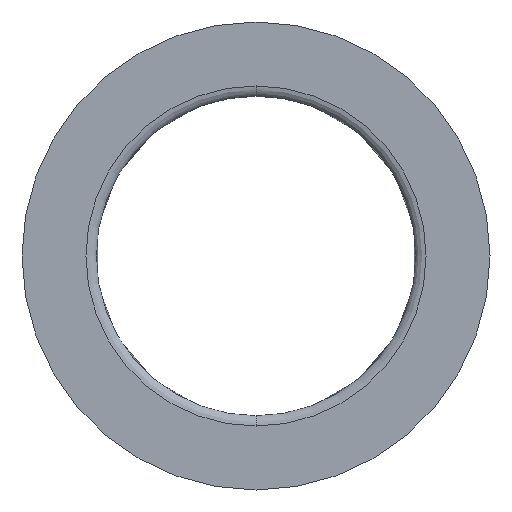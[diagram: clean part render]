
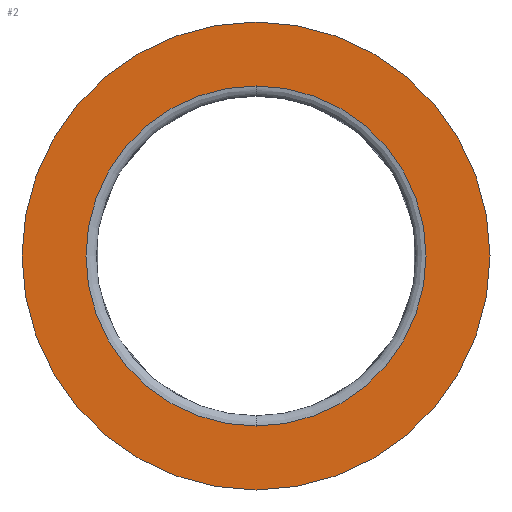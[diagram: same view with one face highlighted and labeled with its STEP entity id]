
A CAD part, front view. The second image highlights one B-rep face of the part: STEP entity #2.
In plain terms, the highlighted planar face has unit normal (0, -1, 0).
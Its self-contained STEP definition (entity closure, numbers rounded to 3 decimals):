
#2 = ADVANCED_FACE ( 'NONE', ( #25, #362 ), #289, .T. ) ;
#25 = FACE_BOUND ( 'NONE', #116, .T. ) ;
#29 = DIRECTION ( 'NONE',  ( 0., -1., 0. ) ) ;
#54 = CARTESIAN_POINT ( 'NONE',  ( 0., 0., 79. ) ) ;
#57 = CARTESIAN_POINT ( 'NONE',  ( 0., 0., 0. ) ) ;
#66 = VERTEX_POINT ( 'NONE', #54 ) ;
#75 = ORIENTED_EDGE ( 'NONE', *, *, #368, .T. ) ;
#85 = CARTESIAN_POINT ( 'NONE',  ( 0., 0., 57.414 ) ) ;
#91 = ORIENTED_EDGE ( 'NONE', *, *, #97, .F. ) ;
#94 = CARTESIAN_POINT ( 'NONE',  ( 0., 0., 0. ) ) ;
#97 = EDGE_CURVE ( 'NONE', #66, #151, #329, .T. ) ;
#116 = EDGE_LOOP ( 'NONE', ( #197, #75 ) ) ;
#123 = VERTEX_POINT ( 'NONE', #85 ) ;
#130 = DIRECTION ( 'NONE',  ( 0., 1., 0. ) ) ;
#144 = EDGE_LOOP ( 'NONE', ( #91, #410 ) ) ;
#151 = VERTEX_POINT ( 'NONE', #268 ) ;
#155 = DIRECTION ( 'NONE',  ( 0., 0., 1. ) ) ;
#160 = DIRECTION ( 'NONE',  ( 0., 1., 0. ) ) ;
#164 = DIRECTION ( 'NONE',  ( 0., 0., -1. ) ) ;
#174 = CIRCLE ( 'NONE', #337, 79. ) ;
#197 = ORIENTED_EDGE ( 'NONE', *, *, #364, .T. ) ;
#209 = DIRECTION ( 'NONE',  ( 0., 1., 0. ) ) ;
#213 = EDGE_CURVE ( 'NONE', #151, #66, #174, .T. ) ;
#217 = DIRECTION ( 'NONE',  ( 0., 0., 1. ) ) ;
#245 = DIRECTION ( 'NONE',  ( 0., 0., 1. ) ) ;
#252 = DIRECTION ( 'NONE',  ( 0., 1., 0. ) ) ;
#258 = DIRECTION ( 'NONE',  ( 0., 0., 1. ) ) ;
#268 = CARTESIAN_POINT ( 'NONE',  ( 0., 0., -79. ) ) ;
#284 = AXIS2_PLACEMENT_3D ( 'NONE', #380, #209, #245 ) ;
#285 = AXIS2_PLACEMENT_3D ( 'NONE', #94, #160, #217 ) ;
#288 = CARTESIAN_POINT ( 'NONE',  ( 0., 0., 0. ) ) ;
#289 = PLANE ( 'NONE',  #382 ) ;
#318 = CARTESIAN_POINT ( 'NONE',  ( 0., 0., -57.414 ) ) ;
#329 = CIRCLE ( 'NONE', #284, 79. ) ;
#337 = AXIS2_PLACEMENT_3D ( 'NONE', #57, #252, #155 ) ;
#346 = CIRCLE ( 'NONE', #285, 57.414 ) ;
#362 = FACE_OUTER_BOUND ( 'NONE', #144, .T. ) ;
#364 = EDGE_CURVE ( 'NONE', #123, #383, #346, .T. ) ;
#368 = EDGE_CURVE ( 'NONE', #383, #123, #433, .T. ) ;
#380 = CARTESIAN_POINT ( 'NONE',  ( 0., 0., 0. ) ) ;
#382 = AXIS2_PLACEMENT_3D ( 'NONE', #425, #29, #164 ) ;
#383 = VERTEX_POINT ( 'NONE', #318 ) ;
#391 = AXIS2_PLACEMENT_3D ( 'NONE', #288, #130, #258 ) ;
#410 = ORIENTED_EDGE ( 'NONE', *, *, #213, .F. ) ;
#425 = CARTESIAN_POINT ( 'NONE',  ( -79., 0., 0. ) ) ;
#433 = CIRCLE ( 'NONE', #391, 57.414 ) ;
